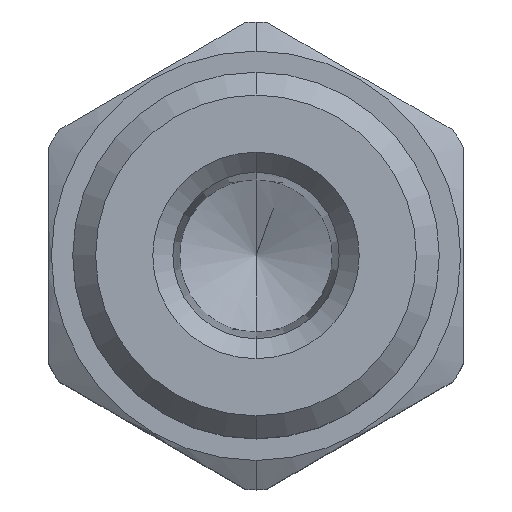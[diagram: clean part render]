
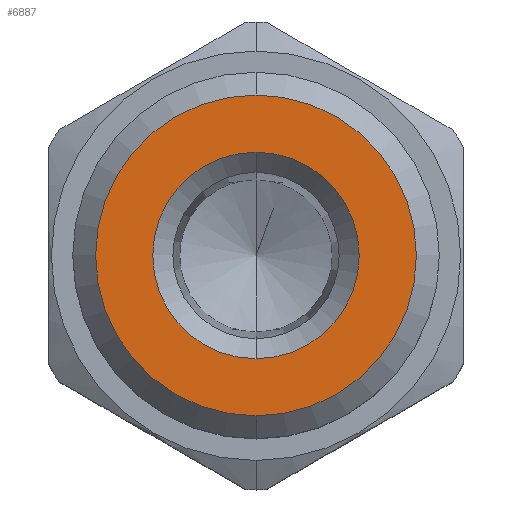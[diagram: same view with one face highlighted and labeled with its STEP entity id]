
A CAD part, top view. The second image highlights one B-rep face of the part: STEP entity #6887.
In plain terms, the highlighted planar face has unit normal (0, 0, 1).
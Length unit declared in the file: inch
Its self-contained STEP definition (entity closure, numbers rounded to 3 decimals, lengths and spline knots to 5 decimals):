
#4910=CARTESIAN_POINT('',(0.,0.,3.372));
#4911=DIRECTION('',(0.,0.,1.));
#4912=DIRECTION('',(0.,-1.,0.));
#4913=AXIS2_PLACEMENT_3D('',#4910,#4911,#4912);
#4928=CARTESIAN_POINT('',(0.,0.,3.372));
#4929=DIRECTION('',(0.,0.,1.));
#4930=DIRECTION('',(0.,-1.,0.));
#4931=AXIS2_PLACEMENT_3D('',#4928,#4929,#4930);
#4933=CARTESIAN_POINT('',(0.,0.,3.372));
#4934=DIRECTION('',(0.,0.,1.));
#4935=DIRECTION('',(0.,1.,0.));
#4936=AXIS2_PLACEMENT_3D('',#4933,#4934,#4935);
#4938=CARTESIAN_POINT('',(0.,0.,3.372));
#4939=DIRECTION('',(0.,0.,1.));
#4940=DIRECTION('',(0.,1.,0.));
#4941=AXIS2_PLACEMENT_3D('',#4938,#4939,#4940);
#5394=CARTESIAN_POINT('',(0.,0.435,3.372));
#5395=CARTESIAN_POINT('',(0.,-0.435,3.372));
#5396=VERTEX_POINT('',#5394);
#5397=VERTEX_POINT('',#5395);
#5510=CARTESIAN_POINT('',(0.,-0.28,3.372));
#5511=CARTESIAN_POINT('',(0.,0.28,3.372));
#5512=VERTEX_POINT('',#5510);
#5513=VERTEX_POINT('',#5511);
#6871=CARTESIAN_POINT('',(0.,0.,3.372));
#6872=DIRECTION('',(0.,0.,1.));
#6873=DIRECTION('',(0.,1.,0.));
#6874=AXIS2_PLACEMENT_3D('',#6871,#6872,#6873);
#6875=PLANE('',#6874);
#6876=ORIENTED_EDGE('',*,*,#6861,.F.);
#6878=ORIENTED_EDGE('',*,*,#6877,.F.);
#6879=EDGE_LOOP('',(#6876,#6878));
#6880=FACE_OUTER_BOUND('',#6879,.F.);
#6882=ORIENTED_EDGE('',*,*,#6881,.T.);
#6884=ORIENTED_EDGE('',*,*,#6883,.T.);
#6885=EDGE_LOOP('',(#6882,#6884));
#6886=FACE_BOUND('',#6885,.F.);
#6887=ADVANCED_FACE('',(#6880,#6886),#6875,.T.);
#4914=CIRCLE('',#4913,0.435);
#4932=CIRCLE('',#4931,0.28);
#4937=CIRCLE('',#4936,0.28);
#4942=CIRCLE('',#4941,0.435);
#6861=EDGE_CURVE('',#5397,#5396,#4914,.T.);
#6877=EDGE_CURVE('',#5396,#5397,#4942,.T.);
#6881=EDGE_CURVE('',#5512,#5513,#4932,.T.);
#6883=EDGE_CURVE('',#5513,#5512,#4937,.T.);
